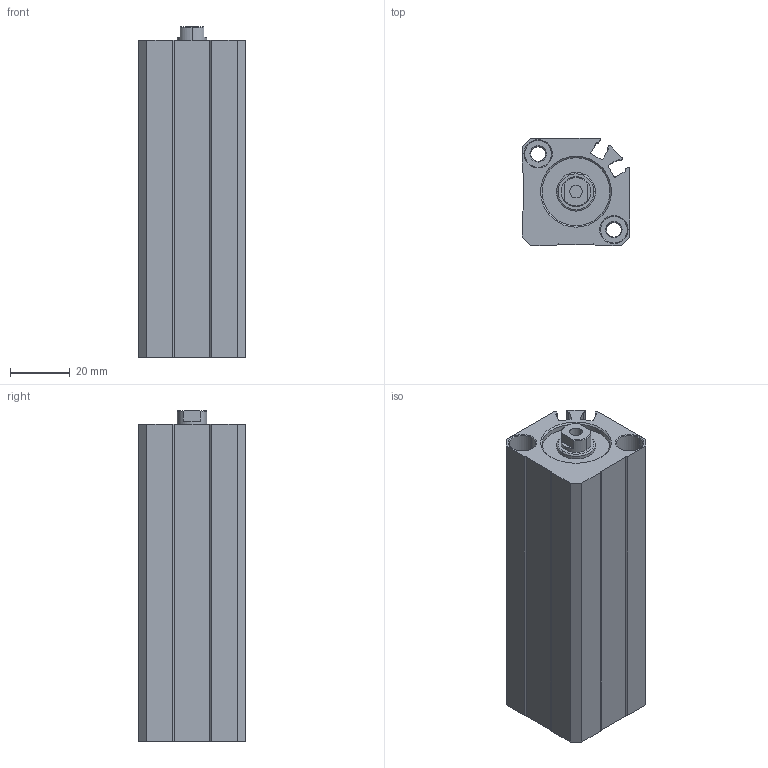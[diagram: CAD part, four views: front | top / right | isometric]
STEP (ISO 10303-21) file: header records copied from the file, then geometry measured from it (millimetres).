
FILE_DESCRIPTION (( 'STEP AP203' ), '1' );
FILE_NAME ('H20M075MD-M.step', '2015-12-02T21:13:44', ( '' ), ( '' ), 'SwSTEP 2.0', 'SolidWorks 2015', '' );
FILE_SCHEMA (( 'CONFIG_CONTROL_DESIGN' ));
Length unit declared in the file: millimetre
Products named in the file (3): H20M075MD-M-PISTON; H20M075MD-M; H20M075MD-M-BODY
Assembly tree (2 placements, depth 2):
  H20M075MD-M
    H20M075MD-M-BODY
    H20M075MD-M-PISTON
Bounding box: 36 x 36 x 111 mm (x, y, z)
Volume: 101709.5 mm3; surface area: 34717.9 mm2
Topology: 2 solids, 2 shells, 141 faces, 335 edges, 213 vertices
Faces by surface type: cylinder 55, plane 53, cone 31, torus 2
Entity records: 4407 total; most frequent: DIRECTION 772, CARTESIAN_POINT 706, ORIENTED_EDGE 670, EDGE_CURVE 335, AXIS2_PLACEMENT_3D 295, VERTEX_POINT 213, VECTOR 182, LINE 182
